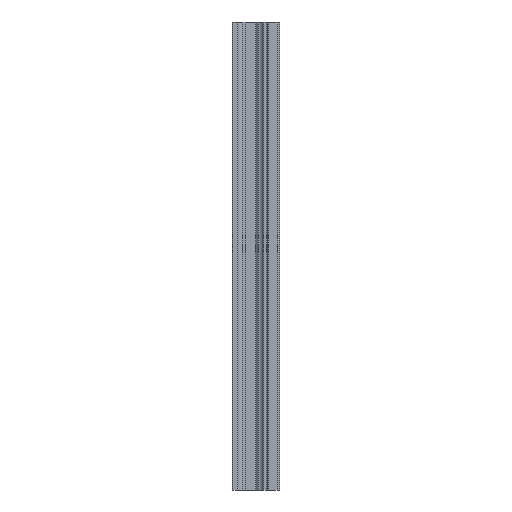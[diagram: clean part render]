
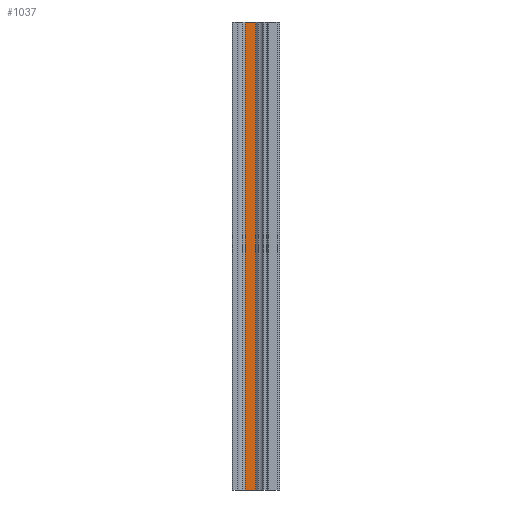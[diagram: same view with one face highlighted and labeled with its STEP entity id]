
A CAD part, left-side view. The second image highlights one B-rep face of the part: STEP entity #1037.
In plain terms, the highlighted planar face has unit normal (-1, 0, 0).
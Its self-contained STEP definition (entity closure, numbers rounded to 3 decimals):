
#47 = EDGE_CURVE ( 'NONE', #124, #119, #1696, .T. ) ;
#51 = EDGE_CURVE ( 'NONE', #124, #112, #1705, .T. ) ;
#54 = EDGE_CURVE ( 'NONE', #119, #122, #1719, .T. ) ;
#55 = EDGE_CURVE ( 'NONE', #112, #122, #1717, .T. ) ;
#112 = VERTEX_POINT ( 'NONE', #2204 ) ;
#119 = VERTEX_POINT ( 'NONE', #2211 ) ;
#122 = VERTEX_POINT ( 'NONE', #2214 ) ;
#124 = VERTEX_POINT ( 'NONE', #2216 ) ;
#307 = EDGE_LOOP ( 'NONE', ( #615, #616, #617, #618 ) ) ;
#615 = ORIENTED_EDGE ( 'NONE', *, *, #55, .T. ) ;
#616 = ORIENTED_EDGE ( 'NONE', *, *, #54, .F. ) ;
#617 = ORIENTED_EDGE ( 'NONE', *, *, #47, .F. ) ;
#618 = ORIENTED_EDGE ( 'NONE', *, *, #51, .T. ) ;
#1037 = ADVANCED_FACE ( 'NONE', ( #3506 ), #4045, .F. ) ;
#1696 = LINE ( 'NONE', #2095, #1700 ) ;
#1700 = VECTOR ( 'NONE', #2096, 1000. ) ;
#1705 = LINE ( 'NONE', #2104, #1706 ) ;
#1706 = VECTOR ( 'NONE', #2105, 1000. ) ;
#1717 = LINE ( 'NONE', #2103, #1721 ) ;
#1719 = LINE ( 'NONE', #2111, #1720 ) ;
#1720 = VECTOR ( 'NONE', #2112, 1000. ) ;
#1721 = VECTOR ( 'NONE', #2114, 1000. ) ;
#1948 = AXIS2_PLACEMENT_3D ( 'NONE', #4044, #4047, #4048 ) ;
#2095 = CARTESIAN_POINT ( 'NONE',  ( -15., 4.25, 385. ) ) ;
#2096 = DIRECTION ( 'NONE',  ( 0., -1., 0. ) ) ;
#2103 = CARTESIAN_POINT ( 'NONE',  ( -15., 4.25, 0. ) ) ;
#2104 = CARTESIAN_POINT ( 'NONE',  ( -15., 4.25, 385. ) ) ;
#2105 = DIRECTION ( 'NONE',  ( 0., 0., -1. ) ) ;
#2111 = CARTESIAN_POINT ( 'NONE',  ( -15., -4.25, 385. ) ) ;
#2112 = DIRECTION ( 'NONE',  ( 0., 0., -1. ) ) ;
#2114 = DIRECTION ( 'NONE',  ( 0., -1., 0. ) ) ;
#2204 = CARTESIAN_POINT ( 'NONE',  ( -15., 4.25, 0. ) ) ;
#2211 = CARTESIAN_POINT ( 'NONE',  ( -15., -4.25, 385. ) ) ;
#2214 = CARTESIAN_POINT ( 'NONE',  ( -15., -4.25, 0. ) ) ;
#2216 = CARTESIAN_POINT ( 'NONE',  ( -15., 4.25, 385. ) ) ;
#3506 = FACE_OUTER_BOUND ( 'NONE', #307, .T. ) ;
#4044 = CARTESIAN_POINT ( 'NONE',  ( -15., 4.25, 385. ) ) ;
#4045 = PLANE ( 'NONE',  #1948 ) ;
#4047 = DIRECTION ( 'NONE',  ( 1., 0., 0. ) ) ;
#4048 = DIRECTION ( 'NONE',  ( 0., 0., -1. ) ) ;
